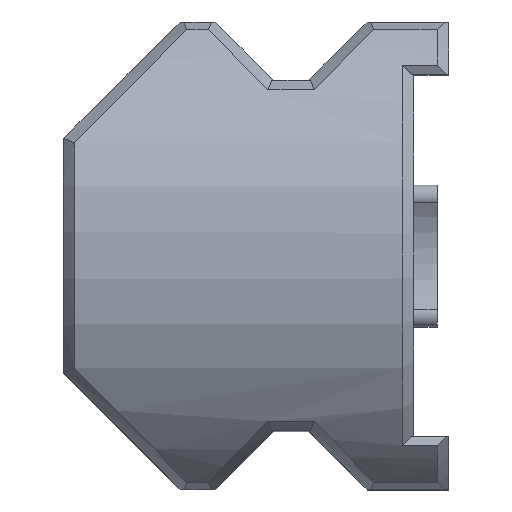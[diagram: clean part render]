
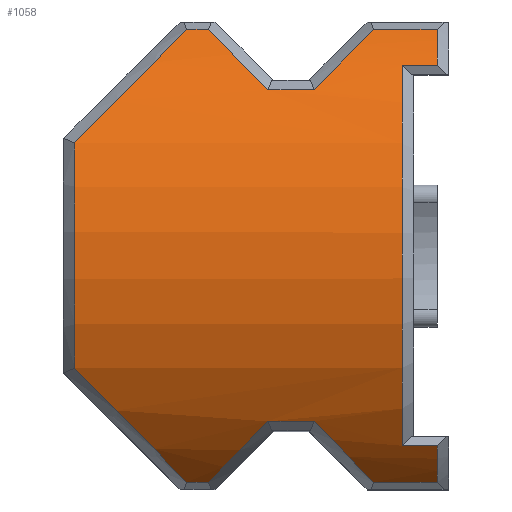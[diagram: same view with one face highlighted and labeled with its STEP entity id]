
A CAD part, top view. The second image highlights one B-rep face of the part: STEP entity #1058.
In plain terms, the highlighted cylindrical face has radius 5 mm (diameter 10 mm), a partial arc.
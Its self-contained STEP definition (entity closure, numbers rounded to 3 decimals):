
#33=B_SPLINE_CURVE_WITH_KNOTS('',3,(#1584,#1585,#1586,#1587),
 .UNSPECIFIED.,.F.,.F.,(4,4),(-2.479,-2.199),
 .UNSPECIFIED.);
#38=B_SPLINE_CURVE_WITH_KNOTS('',3,(#1636,#1637,#1638,#1639),
 .UNSPECIFIED.,.F.,.F.,(4,4),(2.199,2.479),
 .UNSPECIFIED.);
#43=B_SPLINE_CURVE_WITH_KNOTS('',3,(#1688,#1689,#1690,#1691),
 .UNSPECIFIED.,.F.,.F.,(4,4),(-2.479,-1.994),
 .UNSPECIFIED.);
#50=B_SPLINE_CURVE_WITH_KNOTS('',3,(#1762,#1763,#1764,#1765),
 .UNSPECIFIED.,.F.,.F.,(4,4),(-1.148,-0.663),
 .UNSPECIFIED.);
#54=B_SPLINE_CURVE_WITH_KNOTS('',3,(#1801,#1802,#1803,#1804),
 .UNSPECIFIED.,.F.,.F.,(4,4),(0.663,0.942),
 .UNSPECIFIED.);
#59=B_SPLINE_CURVE_WITH_KNOTS('',3,(#1855,#1856,#1857,#1858),
 .UNSPECIFIED.,.F.,.F.,(4,4),(-0.942,-0.663),
 .UNSPECIFIED.);
#156=FACE_OUTER_BOUND('',#218,.T.);
#218=EDGE_LOOP('',(#910,#911,#912,#913,#914,#915,#916,#917,#918,#919,#920,
#921,#922,#923,#924,#925,#926,#927));
#276=LINE('',#1534,#367);
#277=LINE('',#1558,#368);
#279=LINE('',#1610,#370);
#281=LINE('',#1662,#372);
#286=LINE('',#1739,#377);
#288=LINE('',#1822,#379);
#290=LINE('',#1874,#381);
#291=LINE('',#1893,#382);
#367=VECTOR('',#1255,10.);
#368=VECTOR('',#1264,10.);
#370=VECTOR('',#1270,10.);
#372=VECTOR('',#1276,10.);
#377=VECTOR('',#1289,10.);
#379=VECTOR('',#1295,10.);
#381=VECTOR('',#1301,10.);
#382=VECTOR('',#1310,10.);
#434=CIRCLE('',#1118,5.);
#436=CIRCLE('',#1126,5.);
#439=CIRCLE('',#1135,5.);
#440=CIRCLE('',#1138,5.);
#483=VERTEX_POINT('',#1532);
#484=VERTEX_POINT('',#1533);
#485=VERTEX_POINT('',#1544);
#488=VERTEX_POINT('',#1557);
#490=VERTEX_POINT('',#1583);
#494=VERTEX_POINT('',#1609);
#496=VERTEX_POINT('',#1635);
#500=VERTEX_POINT('',#1661);
#502=VERTEX_POINT('',#1687);
#505=VERTEX_POINT('',#1712);
#511=VERTEX_POINT('',#1731);
#512=VERTEX_POINT('',#1738);
#516=VERTEX_POINT('',#1800);
#519=VERTEX_POINT('',#1821);
#522=VERTEX_POINT('',#1854);
#525=VERTEX_POINT('',#1873);
#527=VERTEX_POINT('',#1885);
#528=VERTEX_POINT('',#1892);
#593=EDGE_CURVE('',#483,#484,#276,.T.);
#596=EDGE_CURVE('',#484,#485,#434,.T.);
#600=EDGE_CURVE('',#485,#488,#277,.T.);
#603=EDGE_CURVE('',#488,#490,#33,.T.);
#608=EDGE_CURVE('',#490,#494,#279,.T.);
#611=EDGE_CURVE('',#494,#496,#38,.T.);
#616=EDGE_CURVE('',#496,#500,#281,.T.);
#619=EDGE_CURVE('',#500,#502,#43,.T.);
#623=EDGE_CURVE('',#502,#505,#436,.T.);
#630=EDGE_CURVE('',#511,#512,#286,.T.);
#632=EDGE_CURVE('',#505,#511,#50,.T.);
#637=EDGE_CURVE('',#512,#516,#54,.T.);
#641=EDGE_CURVE('',#516,#519,#288,.T.);
#645=EDGE_CURVE('',#519,#522,#59,.T.);
#649=EDGE_CURVE('',#522,#525,#290,.T.);
#653=EDGE_CURVE('',#525,#527,#439,.T.);
#655=EDGE_CURVE('',#527,#528,#291,.T.);
#657=EDGE_CURVE('',#528,#483,#440,.T.);
#910=ORIENTED_EDGE('',*,*,#630,.F.);
#911=ORIENTED_EDGE('',*,*,#632,.F.);
#912=ORIENTED_EDGE('',*,*,#623,.F.);
#913=ORIENTED_EDGE('',*,*,#619,.F.);
#914=ORIENTED_EDGE('',*,*,#616,.F.);
#915=ORIENTED_EDGE('',*,*,#611,.F.);
#916=ORIENTED_EDGE('',*,*,#608,.F.);
#917=ORIENTED_EDGE('',*,*,#603,.F.);
#918=ORIENTED_EDGE('',*,*,#600,.F.);
#919=ORIENTED_EDGE('',*,*,#596,.F.);
#920=ORIENTED_EDGE('',*,*,#593,.F.);
#921=ORIENTED_EDGE('',*,*,#657,.F.);
#922=ORIENTED_EDGE('',*,*,#655,.F.);
#923=ORIENTED_EDGE('',*,*,#653,.F.);
#924=ORIENTED_EDGE('',*,*,#649,.F.);
#925=ORIENTED_EDGE('',*,*,#645,.F.);
#926=ORIENTED_EDGE('',*,*,#641,.F.);
#927=ORIENTED_EDGE('',*,*,#637,.F.);
#1018=CYLINDRICAL_SURFACE('',#1149,5.);
#1058=ADVANCED_FACE('',(#156),#1018,.T.);
#1118=AXIS2_PLACEMENT_3D('',#1545,#1258,#1259);
#1126=AXIS2_PLACEMENT_3D('',#1713,#1280,#1281);
#1135=AXIS2_PLACEMENT_3D('',#1886,#1306,#1307);
#1138=AXIS2_PLACEMENT_3D('',#1899,#1313,#1314);
#1149=AXIS2_PLACEMENT_3D('',#1939,#1354,#1355);
#1255=DIRECTION('',(1.,0.,0.));
#1258=DIRECTION('center_axis',(1.,0.,0.));
#1259=DIRECTION('ref_axis',(0.,0.,1.));
#1264=DIRECTION('',(-1.,0.,0.));
#1270=DIRECTION('',(-1.,0.,0.));
#1276=DIRECTION('',(-1.,0.,0.));
#1280=DIRECTION('center_axis',(-1.,0.,0.));
#1281=DIRECTION('ref_axis',(0.,0.,
1.));
#1289=DIRECTION('',(1.,0.,0.));
#1295=DIRECTION('',(1.,0.,0.));
#1301=DIRECTION('',(1.,0.,0.));
#1306=DIRECTION('center_axis',(1.,0.,0.));
#1307=DIRECTION('ref_axis',(0.,0.,1.));
#1310=DIRECTION('',(-1.,0.,0.));
#1313=DIRECTION('center_axis',(1.,0.,0.));
#1314=DIRECTION('ref_axis',(0.,0.,
1.));
#1354=DIRECTION('center_axis',(-1.,0.,0.));
#1355=DIRECTION('ref_axis',(0.,0.,1.));
#1532=CARTESIAN_POINT('',(-0.2,-3.254,6.596));
#1533=CARTESIAN_POINT('',(0.4,-3.254,6.596));
#1534=CARTESIAN_POINT('',(4.,-3.254,6.596));
#1544=CARTESIAN_POINT('',(0.4,-3.877,5.958));
#1545=CARTESIAN_POINT('Origin',(0.4,0.,2.8));
#1557=CARTESIAN_POINT('',(-0.688,-3.877,5.958));
#1558=CARTESIAN_POINT('',(4.,-3.877,5.958));
#1583=CARTESIAN_POINT('',(-1.704,-2.838,6.917));
#1584=CARTESIAN_POINT('Ctrl Pts',(-0.688,-3.877,5.958));
#1585=CARTESIAN_POINT('Ctrl Pts',(-0.98,-3.577,
6.326));
#1586=CARTESIAN_POINT('Ctrl Pts',(-1.323,-3.226,6.649));
#1587=CARTESIAN_POINT('Ctrl Pts',(-1.704,-2.838,6.917));
#1609=CARTESIAN_POINT('',(-2.496,-2.838,6.917));
#1610=CARTESIAN_POINT('',(4.,-2.838,6.917));
#1635=CARTESIAN_POINT('',(-3.512,-3.877,5.958));
#1636=CARTESIAN_POINT('Ctrl Pts',(-2.496,-2.838,6.917));
#1637=CARTESIAN_POINT('Ctrl Pts',(-2.877,-3.226,6.649));
#1638=CARTESIAN_POINT('Ctrl Pts',(-3.22,-3.577,6.326));
#1639=CARTESIAN_POINT('Ctrl Pts',(-3.512,-3.877,5.958));
#1661=CARTESIAN_POINT('',(-3.888,-3.877,5.957));
#1662=CARTESIAN_POINT('',(4.,-3.877,5.958));
#1687=CARTESIAN_POINT('',(-5.8,-1.929,7.413));
#1688=CARTESIAN_POINT('Ctrl Pts',(-3.888,-3.877,5.957));
#1689=CARTESIAN_POINT('Ctrl Pts',(-4.395,-3.356,6.596));
#1690=CARTESIAN_POINT('Ctrl Pts',(-5.058,-2.68,7.099));
#1691=CARTESIAN_POINT('Ctrl Pts',(-5.8,-1.929,7.413));
#1712=CARTESIAN_POINT('',(-5.8,1.929,7.413));
#1713=CARTESIAN_POINT('Origin',(-5.8,0.,2.8));
#1731=CARTESIAN_POINT('',(-3.888,3.877,5.957));
#1738=CARTESIAN_POINT('',(-3.512,3.877,5.958));
#1739=CARTESIAN_POINT('',(4.,3.877,5.958));
#1762=CARTESIAN_POINT('Ctrl Pts',(-5.8,1.929,7.413));
#1763=CARTESIAN_POINT('Ctrl Pts',(-5.058,2.68,7.099));
#1764=CARTESIAN_POINT('Ctrl Pts',(-4.395,3.356,6.596));
#1765=CARTESIAN_POINT('Ctrl Pts',(-3.888,3.877,5.957));
#1800=CARTESIAN_POINT('',(-2.496,2.838,6.917));
#1801=CARTESIAN_POINT('Ctrl Pts',(-3.512,3.877,5.958));
#1802=CARTESIAN_POINT('Ctrl Pts',(-3.22,3.577,6.326));
#1803=CARTESIAN_POINT('Ctrl Pts',(-2.877,3.226,6.649));
#1804=CARTESIAN_POINT('Ctrl Pts',(-2.496,2.838,6.917));
#1821=CARTESIAN_POINT('',(-1.704,2.838,6.917));
#1822=CARTESIAN_POINT('',(4.,2.838,6.917));
#1854=CARTESIAN_POINT('',(-0.688,3.877,5.958));
#1855=CARTESIAN_POINT('Ctrl Pts',(-1.704,2.838,6.917));
#1856=CARTESIAN_POINT('Ctrl Pts',(-1.323,3.226,6.649));
#1857=CARTESIAN_POINT('Ctrl Pts',(-0.98,3.577,6.326));
#1858=CARTESIAN_POINT('Ctrl Pts',(-0.688,3.877,5.958));
#1873=CARTESIAN_POINT('',(0.4,3.877,5.958));
#1874=CARTESIAN_POINT('',(4.,3.877,5.958));
#1885=CARTESIAN_POINT('',(0.4,3.254,6.596));
#1886=CARTESIAN_POINT('Origin',(0.4,0.,2.8));
#1892=CARTESIAN_POINT('',(-0.2,3.254,6.596));
#1893=CARTESIAN_POINT('',(4.,3.254,6.596));
#1899=CARTESIAN_POINT('Origin',(-0.2,0.,2.8));
#1939=CARTESIAN_POINT('Origin',(4.,0.,2.8));
